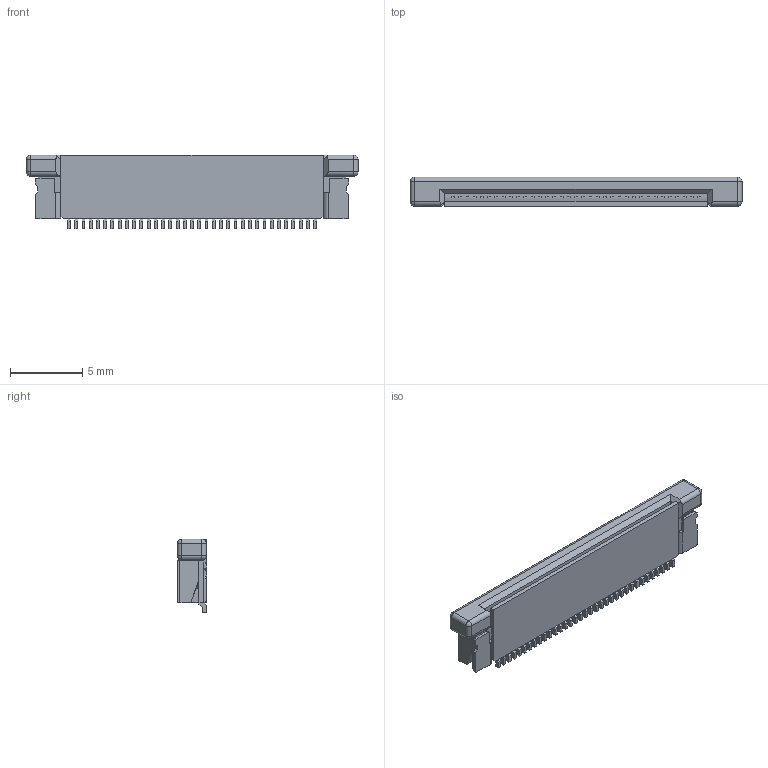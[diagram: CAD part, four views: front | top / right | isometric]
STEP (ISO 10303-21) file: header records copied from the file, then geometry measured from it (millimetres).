
FILE_DESCRIPTION((''),'2;1');
FILE_NAME('C-3-1734592-5','2013-12-27T',('workeradm'),('Tyco Electronics Ltd.'),'PRO/ENGINEER BY PARAMETRIC TECHNOLOGY CORPORATION, 2013050','PRO/ENGINEER BY PARAMETRIC TECHNOLOGY CORPORATION, 2013050','');
FILE_SCHEMA(('AUTOMOTIVE_DESIGN { 1 0 10303 214 1 1 1 1 }'));
Length unit declared in the file: millimetre
Products named in the file (1): C-3-1734592-5
Bounding box: 22.93 x 2.05 x 5.11 mm (x, y, z)
Volume: 164.2 mm3; surface area: 506 mm2
Topology: 1 solids, 1 shells, 584 faces, 1619 edges, 1062 vertices
Faces by surface type: plane 511, cylinder 65, sphere 8
Entity records: 18525 total; most frequent: CARTESIAN_POINT 3287, ORIENTED_EDGE 3238, DIRECTION 2911, EDGE_CURVE 1619, VECTOR 1483, LINE 1483, VERTEX_POINT 1062, AXIS2_PLACEMENT_3D 714
